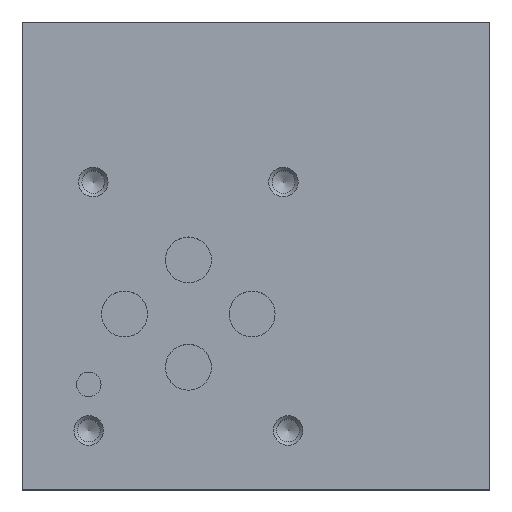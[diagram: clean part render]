
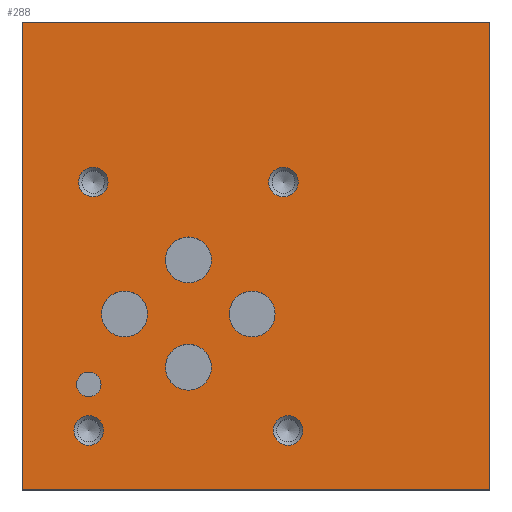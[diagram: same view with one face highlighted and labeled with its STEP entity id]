
A CAD part, top view. The second image highlights one B-rep face of the part: STEP entity #288.
In plain terms, the highlighted planar face has unit normal (0, 0, 1).
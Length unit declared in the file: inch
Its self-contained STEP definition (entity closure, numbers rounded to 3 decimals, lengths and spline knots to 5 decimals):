
#288 = ADVANCED_FACE( '', ( #808, #809, #810, #811, #812, #813, #814, #815, #816, #817 ), #818, .F. );
#808 = FACE_BOUND( '', #1649, .T. );
#809 = FACE_BOUND( '', #1650, .T. );
#810 = FACE_BOUND( '', #1651, .T. );
#811 = FACE_BOUND( '', #1652, .T. );
#812 = FACE_BOUND( '', #1653, .T. );
#813 = FACE_BOUND( '', #1654, .T. );
#814 = FACE_BOUND( '', #1655, .T. );
#815 = FACE_BOUND( '', #1656, .T. );
#816 = FACE_BOUND( '', #1657, .T. );
#817 = FACE_OUTER_BOUND( '', #1658, .T. );
#818 = PLANE( '', #1659 );
#1649 = EDGE_LOOP( '', ( #2521 ) );
#1650 = EDGE_LOOP( '', ( #2522 ) );
#1651 = EDGE_LOOP( '', ( #2523 ) );
#1652 = EDGE_LOOP( '', ( #2524 ) );
#1653 = EDGE_LOOP( '', ( #2525 ) );
#1654 = EDGE_LOOP( '', ( #2526 ) );
#1655 = EDGE_LOOP( '', ( #2527 ) );
#1656 = EDGE_LOOP( '', ( #2528 ) );
#1657 = EDGE_LOOP( '', ( #2529 ) );
#1658 = EDGE_LOOP( '', ( #2530, #2531, #2532, #2533 ) );
#1659 = AXIS2_PLACEMENT_3D( '', #2534, #2535, #2536 );
#2521 = ORIENTED_EDGE( '', *, *, #4603, .F. );
#2522 = ORIENTED_EDGE( '', *, *, #4604, .F. );
#2523 = ORIENTED_EDGE( '', *, *, #4605, .F. );
#2524 = ORIENTED_EDGE( '', *, *, #4606, .F. );
#2525 = ORIENTED_EDGE( '', *, *, #4607, .F. );
#2526 = ORIENTED_EDGE( '', *, *, #4608, .F. );
#2527 = ORIENTED_EDGE( '', *, *, #4609, .F. );
#2528 = ORIENTED_EDGE( '', *, *, #4610, .F. );
#2529 = ORIENTED_EDGE( '', *, *, #4611, .F. );
#2530 = ORIENTED_EDGE( '', *, *, #4612, .T. );
#2531 = ORIENTED_EDGE( '', *, *, #4613, .F. );
#2532 = ORIENTED_EDGE( '', *, *, #4614, .F. );
#2533 = ORIENTED_EDGE( '', *, *, #4615, .T. );
#2534 = CARTESIAN_POINT( '', ( 3., 3., 3. ) );
#2535 = DIRECTION( '', ( 0., 0., -1. ) );
#2536 = DIRECTION( '', ( -1., 0., 0. ) );
#4603 = EDGE_CURVE( '', #5447, #5447, #5448, .T. );
#4604 = EDGE_CURVE( '', #5449, #5449, #5450, .T. );
#4605 = EDGE_CURVE( '', #5451, #5451, #5452, .T. );
#4606 = EDGE_CURVE( '', #5453, #5453, #5454, .T. );
#4607 = EDGE_CURVE( '', #5455, #5455, #5456, .T. );
#4608 = EDGE_CURVE( '', #5457, #5457, #5458, .T. );
#4609 = EDGE_CURVE( '', #5459, #5459, #5460, .T. );
#4610 = EDGE_CURVE( '', #5461, #5461, #5462, .T. );
#4611 = EDGE_CURVE( '', #5463, #5463, #5464, .T. );
#4612 = EDGE_CURVE( '', #5465, #5466, #5467, .T. );
#4613 = EDGE_CURVE( '', #5468, #5466, #5469, .T. );
#4614 = EDGE_CURVE( '', #5470, #5468, #5471, .T. );
#4615 = EDGE_CURVE( '', #5470, #5465, #5472, .T. );
#5447 = VERTEX_POINT( '', #6731 );
#5448 = CIRCLE( '', #6732, 0.095 );
#5449 = VERTEX_POINT( '', #6733 );
#5450 = CIRCLE( '', #6734, 0.095 );
#5451 = VERTEX_POINT( '', #6735 );
#5452 = CIRCLE( '', #6736, 0.095 );
#5453 = VERTEX_POINT( '', #6737 );
#5454 = CIRCLE( '', #6738, 0.095 );
#5455 = VERTEX_POINT( '', #6739 );
#5456 = CIRCLE( '', #6740, 0.079 );
#5457 = VERTEX_POINT( '', #6741 );
#5458 = CIRCLE( '', #6742, 0.1475 );
#5459 = VERTEX_POINT( '', #6743 );
#5460 = CIRCLE( '', #6744, 0.1475 );
#5461 = VERTEX_POINT( '', #6745 );
#5462 = CIRCLE( '', #6746, 0.1475 );
#5463 = VERTEX_POINT( '', #6747 );
#5464 = CIRCLE( '', #6748, 0.1475 );
#5465 = VERTEX_POINT( '', #6749 );
#5466 = VERTEX_POINT( '', #6750 );
#5467 = LINE( '', #6751, #6752 );
#5468 = VERTEX_POINT( '', #6753 );
#5469 = LINE( '', #6754, #6755 );
#5470 = VERTEX_POINT( '', #6756 );
#5471 = LINE( '', #6757, #6758 );
#5472 = LINE( '', #6759, #6760 );
#6731 = CARTESIAN_POINT( '', ( 0.55, 1.972, 3. ) );
#6732 = AXIS2_PLACEMENT_3D( '', #8295, #8296, #8297 );
#6733 = CARTESIAN_POINT( '', ( 0.521, 0.377, 3. ) );
#6734 = AXIS2_PLACEMENT_3D( '', #8298, #8299, #8300 );
#6735 = CARTESIAN_POINT( '', ( 1.801, 0.377, 3. ) );
#6736 = AXIS2_PLACEMENT_3D( '', #8301, #8302, #8303 );
#6737 = CARTESIAN_POINT( '', ( 1.771, 1.972, 3. ) );
#6738 = AXIS2_PLACEMENT_3D( '', #8304, #8305, #8306 );
#6739 = CARTESIAN_POINT( '', ( 0.505, 0.673, 3. ) );
#6740 = AXIS2_PLACEMENT_3D( '', #8307, #8308, #8309 );
#6741 = CARTESIAN_POINT( '', ( 1.2135, 0.783, 3. ) );
#6742 = AXIS2_PLACEMENT_3D( '', #8310, #8311, #8312 );
#6743 = CARTESIAN_POINT( '', ( 1.2135, 1.472, 3. ) );
#6744 = AXIS2_PLACEMENT_3D( '', #8313, #8314, #8315 );
#6745 = CARTESIAN_POINT( '', ( 1.6225, 1.125, 3. ) );
#6746 = AXIS2_PLACEMENT_3D( '', #8316, #8317, #8318 );
#6747 = CARTESIAN_POINT( '', ( 0.8035, 1.125, 3. ) );
#6748 = AXIS2_PLACEMENT_3D( '', #8319, #8320, #8321 );
#6749 = CARTESIAN_POINT( '', ( 0., 3., 3. ) );
#6750 = CARTESIAN_POINT( '', ( 0., 0., 3. ) );
#6751 = CARTESIAN_POINT( '', ( 0., 3., 3. ) );
#6752 = VECTOR( '', #8322, 39.37008 );
#6753 = CARTESIAN_POINT( '', ( 3., 0., 3. ) );
#6754 = CARTESIAN_POINT( '', ( 3., 0., 3. ) );
#6755 = VECTOR( '', #8323, 39.37008 );
#6756 = CARTESIAN_POINT( '', ( 3., 3., 3. ) );
#6757 = CARTESIAN_POINT( '', ( 3., 3., 3. ) );
#6758 = VECTOR( '', #8324, 39.37008 );
#6759 = CARTESIAN_POINT( '', ( 3., 3., 3. ) );
#6760 = VECTOR( '', #8325, 39.37008 );
#8295 = CARTESIAN_POINT( '', ( 0.455, 1.972, 3. ) );
#8296 = DIRECTION( '', ( 0., 0., 1. ) );
#8297 = DIRECTION( '', ( 1., 0., 0. ) );
#8298 = CARTESIAN_POINT( '', ( 0.426, 0.377, 3. ) );
#8299 = DIRECTION( '', ( 0., 0., 1. ) );
#8300 = DIRECTION( '', ( 1., 0., 0. ) );
#8301 = CARTESIAN_POINT( '', ( 1.706, 0.377, 3. ) );
#8302 = DIRECTION( '', ( 0., 0., 1. ) );
#8303 = DIRECTION( '', ( 1., 0., 0. ) );
#8304 = CARTESIAN_POINT( '', ( 1.676, 1.972, 3. ) );
#8305 = DIRECTION( '', ( 0., 0., 1. ) );
#8306 = DIRECTION( '', ( 1., 0., 0. ) );
#8307 = CARTESIAN_POINT( '', ( 0.426, 0.673, 3. ) );
#8308 = DIRECTION( '', ( 0., 0., 1. ) );
#8309 = DIRECTION( '', ( 1., 0., 0. ) );
#8310 = CARTESIAN_POINT( '', ( 1.066, 0.783, 3. ) );
#8311 = DIRECTION( '', ( 0., 0., 1. ) );
#8312 = DIRECTION( '', ( 1., 0., 0. ) );
#8313 = CARTESIAN_POINT( '', ( 1.066, 1.472, 3. ) );
#8314 = DIRECTION( '', ( 0., 0., 1. ) );
#8315 = DIRECTION( '', ( 1., 0., 0. ) );
#8316 = CARTESIAN_POINT( '', ( 1.475, 1.125, 3. ) );
#8317 = DIRECTION( '', ( 0., 0., 1. ) );
#8318 = DIRECTION( '', ( 1., 0., 0. ) );
#8319 = CARTESIAN_POINT( '', ( 0.656, 1.125, 3. ) );
#8320 = DIRECTION( '', ( 0., 0., 1. ) );
#8321 = DIRECTION( '', ( 1., 0., 0. ) );
#8322 = DIRECTION( '', ( 0., -1., 0. ) );
#8323 = DIRECTION( '', ( -1., 0., 0. ) );
#8324 = DIRECTION( '', ( 0., -1., 0. ) );
#8325 = DIRECTION( '', ( -1., 0., 0. ) );
